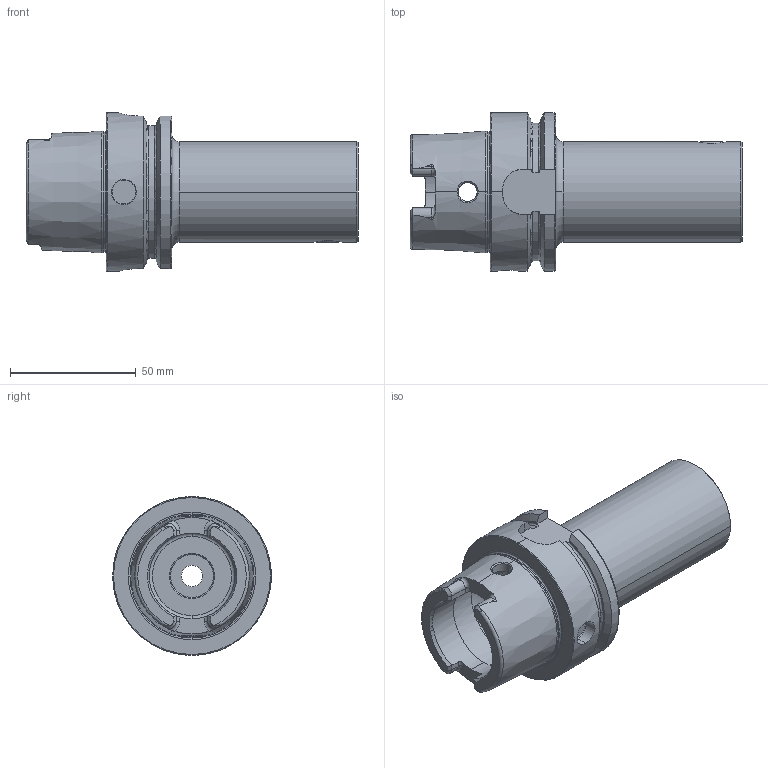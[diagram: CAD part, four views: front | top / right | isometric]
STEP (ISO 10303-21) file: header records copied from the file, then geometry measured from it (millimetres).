
FILE_DESCRIPTION (( 'STEP AP203' ), '1' );
FILE_NAME ('A44.806.040.100.STEP', '2018-03-12T09:26:30', ( 'SWIAdmin' ), ( 'Hewlett-Packard Company' ), 'SwSTEP 2.0', 'SolidWorks 2017', '' );
FILE_SCHEMA (( 'CONFIG_CONTROL_DESIGN' ));
Length unit declared in the file: millimetre
Products named in the file (3): HA6-WH4.K01.100_B; A44.806.040.100; WH4-ER1.001.015
Assembly tree (3 placements, depth 2):
  A44.806.040.100
    HA6-WH4.K01.100_B
    WH4-ER1.001.015  x2
Bounding box: 131.9 x 63 x 63 mm (x, y, z)
Volume: 161360.6 mm3; surface area: 35996.5 mm2
Topology: 3 solids, 3 shells, 241 faces, 615 edges, 378 vertices
Faces by surface type: plane 75, cylinder 61, cone 52, torus 41, bspline 12
Entity records: 8512 total; most frequent: CARTESIAN_POINT 3167, ORIENTED_EDGE 1102, DIRECTION 1006, EDGE_CURVE 551, AXIS2_PLACEMENT_3D 411, VERTEX_POINT 343, EDGE_LOOP 224, ADVANCED_FACE 213
